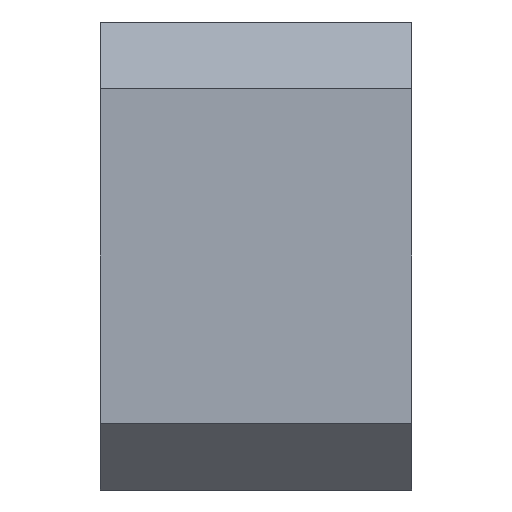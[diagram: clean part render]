
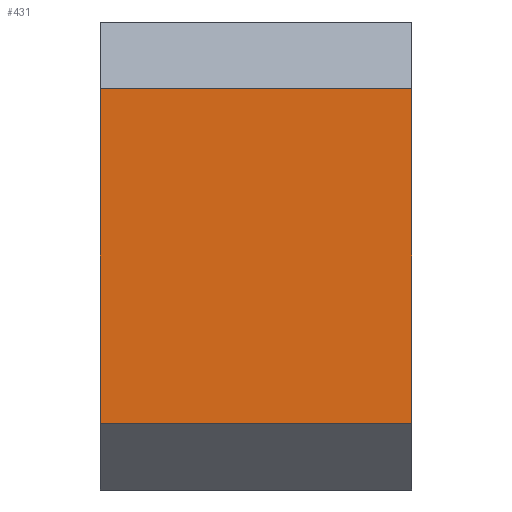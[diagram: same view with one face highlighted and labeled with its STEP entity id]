
A CAD part, left-side view. The second image highlights one B-rep face of the part: STEP entity #431.
In plain terms, the highlighted planar face has unit normal (-1, 0, 0).
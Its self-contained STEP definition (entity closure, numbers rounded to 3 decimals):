
#143 = DIRECTION ( 'NONE',  ( 0., -1., 0. ) ) ;
#165 = VECTOR ( 'NONE', #1212, 1000. ) ;
#204 = EDGE_CURVE ( 'NONE', #555, #1244, #1200, .T. ) ;
#215 = DIRECTION ( 'NONE',  ( 0., 1., 0. ) ) ;
#285 = LINE ( 'NONE', #1586, #1145 ) ;
#298 = VECTOR ( 'NONE', #1207, 1000. ) ;
#399 = EDGE_CURVE ( 'NONE', #1327, #555, #285, .T. ) ;
#416 = CARTESIAN_POINT ( 'NONE',  ( -18.01, 14., 10.51 ) ) ;
#428 = CARTESIAN_POINT ( 'NONE',  ( -18.01, 14., 10.51 ) ) ;
#431 = ADVANCED_FACE ( 'NONE', ( #1032 ), #905, .F. ) ;
#468 = EDGE_LOOP ( 'NONE', ( #813, #1262, #1112, #722 ) ) ;
#529 = EDGE_CURVE ( 'NONE', #1327, #1603, #976, .T. ) ;
#555 = VERTEX_POINT ( 'NONE', #1103 ) ;
#722 = ORIENTED_EDGE ( 'NONE', *, *, #1431, .T. ) ;
#739 = LINE ( 'NONE', #1109, #1060 ) ;
#812 = CARTESIAN_POINT ( 'NONE',  ( -18.01, 0., 10.51 ) ) ;
#813 = ORIENTED_EDGE ( 'NONE', *, *, #529, .F. ) ;
#905 = PLANE ( 'NONE',  #1284 ) ;
#910 = DIRECTION ( 'NONE',  ( 1., 0., 0. ) ) ;
#928 = CARTESIAN_POINT ( 'NONE',  ( -18.01, 14., 7.51 ) ) ;
#976 = LINE ( 'NONE', #428, #165 ) ;
#1032 = FACE_OUTER_BOUND ( 'NONE', #468, .T. ) ;
#1060 = VECTOR ( 'NONE', #215, 1000. ) ;
#1103 = CARTESIAN_POINT ( 'NONE',  ( -18.01, 0., -7.51 ) ) ;
#1109 = CARTESIAN_POINT ( 'NONE',  ( -18.01, 14., 7.51 ) ) ;
#1112 = ORIENTED_EDGE ( 'NONE', *, *, #204, .T. ) ;
#1145 = VECTOR ( 'NONE', #143, 1000. ) ;
#1200 = LINE ( 'NONE', #812, #298 ) ;
#1207 = DIRECTION ( 'NONE',  ( 0., 0., 1. ) ) ;
#1212 = DIRECTION ( 'NONE',  ( 0., 0., 1. ) ) ;
#1244 = VERTEX_POINT ( 'NONE', #1546 ) ;
#1260 = CARTESIAN_POINT ( 'NONE',  ( -18.01, 14., -7.51 ) ) ;
#1262 = ORIENTED_EDGE ( 'NONE', *, *, #399, .T. ) ;
#1284 = AXIS2_PLACEMENT_3D ( 'NONE', #416, #910, #1558 ) ;
#1327 = VERTEX_POINT ( 'NONE', #1260 ) ;
#1431 = EDGE_CURVE ( 'NONE', #1244, #1603, #739, .T. ) ;
#1546 = CARTESIAN_POINT ( 'NONE',  ( -18.01, 0., 7.51 ) ) ;
#1558 = DIRECTION ( 'NONE',  ( 0., 0., -1. ) ) ;
#1586 = CARTESIAN_POINT ( 'NONE',  ( -18.01, 14., -7.51 ) ) ;
#1603 = VERTEX_POINT ( 'NONE', #928 ) ;
